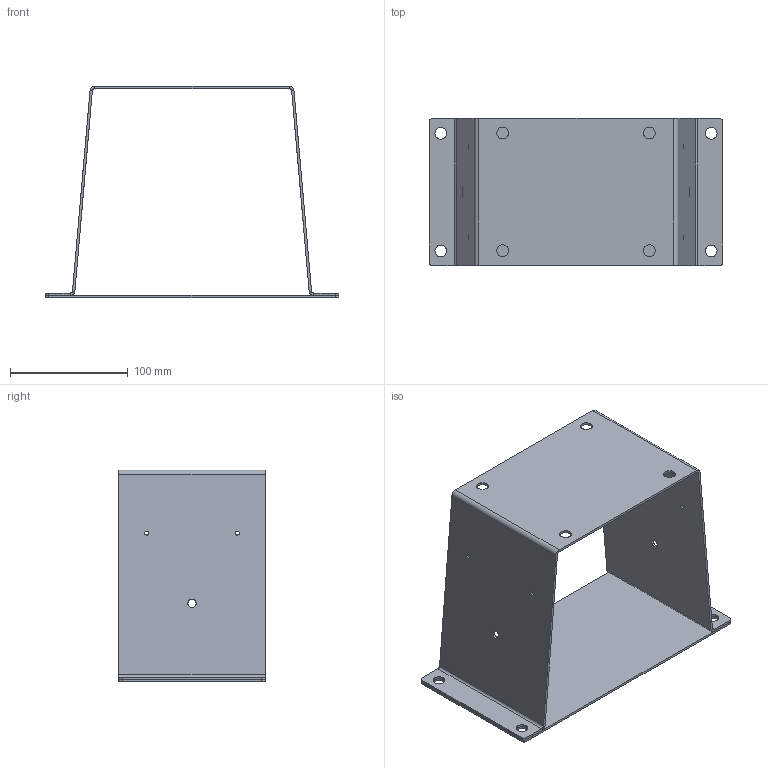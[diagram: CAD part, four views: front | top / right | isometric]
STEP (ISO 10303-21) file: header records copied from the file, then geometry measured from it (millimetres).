
FILE_DESCRIPTION (( 'STEP AP203' ), '1' );
FILE_NAME ('1SE6006_Motor support DIC 160-180.STEP', '2022-02-21T11:10:22', ( '' ), ( '' ), 'SwSTEP 2.0', 'SolidWorks 2018', '' );
FILE_SCHEMA (( 'CONFIG_CONTROL_DESIGN' ));
Length unit declared in the file: millimetre
Products named in the file (3): G972; G973; 1SE6006_Motor support DIC 160-180
Assembly tree (2 placements, depth 2):
  1SE6006_Motor support DIC 160-180
    G972
    G973
Bounding box: 250 x 125 x 180 mm (x, y, z)
Volume: 202441.3 mm3; surface area: 207624 mm2
Topology: 2 solids, 2 shells, 88 faces, 220 edges, 136 vertices
Faces by surface type: cylinder 52, plane 36
Entity records: 3009 total; most frequent: DIRECTION 510, CARTESIAN_POINT 449, ORIENTED_EDGE 440, EDGE_CURVE 220, AXIS2_PLACEMENT_3D 197, VERTEX_POINT 136, EDGE_LOOP 124, LINE 116
